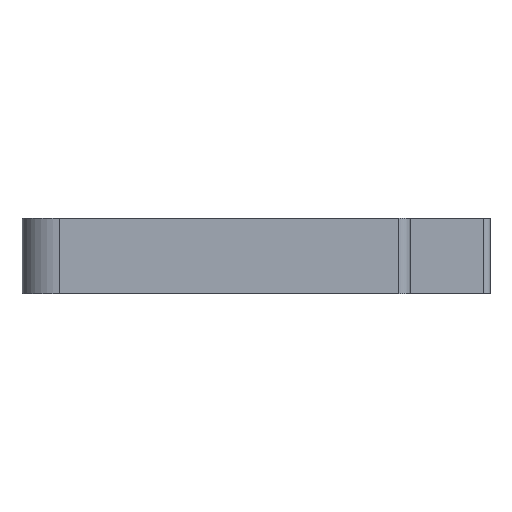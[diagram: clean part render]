
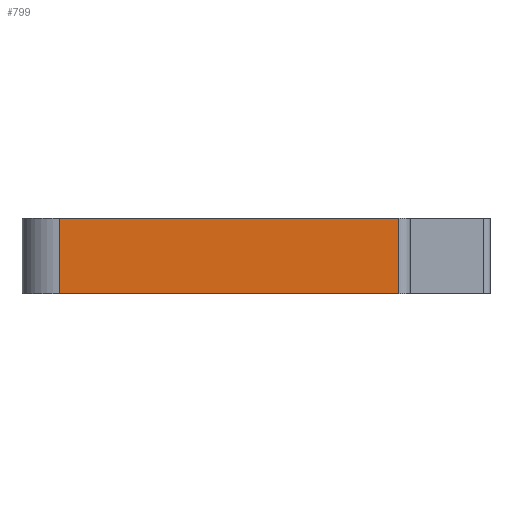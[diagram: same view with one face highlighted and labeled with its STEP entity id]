
A CAD part, left-side view. The second image highlights one B-rep face of the part: STEP entity #799.
In plain terms, the highlighted planar face has unit normal (-1, 0, 0).
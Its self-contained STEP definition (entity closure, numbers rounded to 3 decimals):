
#69=FACE_OUTER_BOUND('',#110,.T.);
#110=EDGE_LOOP('',(#645,#646,#647,#648));
#159=LINE('',#1166,#258);
#191=LINE('',#1246,#290);
#199=LINE('',#1265,#298);
#200=LINE('',#1267,#299);
#258=VECTOR('',#933,27.1);
#290=VECTOR('',#1007,6.);
#298=VECTOR('',#1027,6.);
#299=VECTOR('',#1030,27.1);
#357=VERTEX_POINT('',#1163);
#358=VERTEX_POINT('',#1165);
#385=VERTEX_POINT('',#1244);
#390=VERTEX_POINT('',#1263);
#439=EDGE_CURVE('',#358,#357,#159,.T.);
#479=EDGE_CURVE('',#385,#357,#191,.T.);
#489=EDGE_CURVE('',#358,#390,#199,.T.);
#490=EDGE_CURVE('',#390,#385,#200,.T.);
#645=ORIENTED_EDGE('',*,*,#479,.F.);
#646=ORIENTED_EDGE('',*,*,#490,.F.);
#647=ORIENTED_EDGE('',*,*,#489,.F.);
#648=ORIENTED_EDGE('',*,*,#439,.T.);
#759=PLANE('',#857);
#799=ADVANCED_FACE('',(#69),#759,.T.);
#857=AXIS2_PLACEMENT_3D('',#1266,#1028,#1029);
#933=DIRECTION('',(0.,-1.,0.));
#1007=DIRECTION('',(0.,0.,-1.));
#1027=DIRECTION('',(0.,0.,1.));
#1028=DIRECTION('center_axis',(-1.,0.,0.));
#1029=DIRECTION('ref_axis',(0.,-1.,0.));
#1030=DIRECTION('',(0.,-1.,0.));
#1163=CARTESIAN_POINT('',(-3.919,0.167,0.));
#1165=CARTESIAN_POINT('',(-3.919,27.267,0.));
#1166=CARTESIAN_POINT('',(-3.919,30.267,0.));
#1244=CARTESIAN_POINT('',(-3.919,0.167,6.));
#1246=CARTESIAN_POINT('',(-3.919,0.167,0.));
#1263=CARTESIAN_POINT('',(-3.919,27.267,6.));
#1265=CARTESIAN_POINT('',(-3.919,27.267,0.));
#1266=CARTESIAN_POINT('Origin',(-3.919,30.267,0.));
#1267=CARTESIAN_POINT('',(-3.919,30.267,6.));
